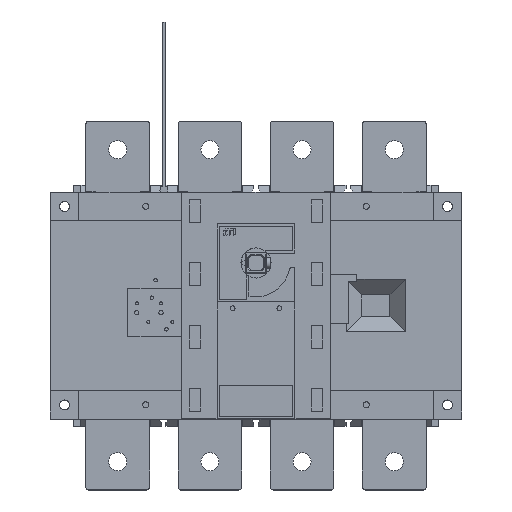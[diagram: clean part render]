
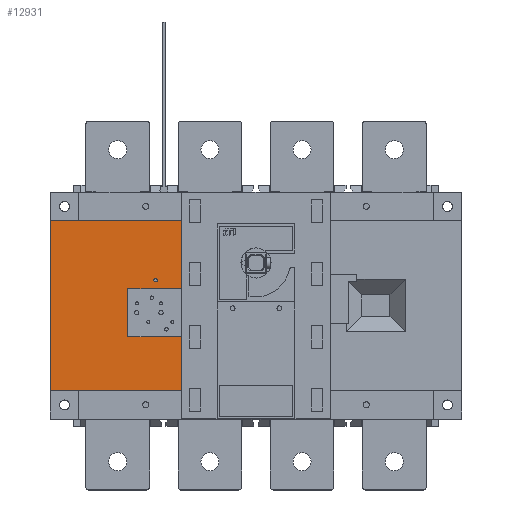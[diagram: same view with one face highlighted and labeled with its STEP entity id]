
A CAD part, top view. The second image highlights one B-rep face of the part: STEP entity #12931.
In plain terms, the highlighted planar face has unit normal (0, 0, 1).
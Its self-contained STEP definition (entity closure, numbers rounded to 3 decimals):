
#1401=DIRECTION('',(0.,-1.,0.));
#1402=VECTOR('',#1401,34.);
#1403=CARTESIAN_POINT('',(-5.4,92.,76.));
#1404=LINE('',#1403,#1402);
#1422=DIRECTION('',(1.,0.,0.));
#1423=VECTOR('',#1422,37.9);
#1424=CARTESIAN_POINT('',(-5.4,58.,76.));
#1425=LINE('',#1424,#1423);
#1429=CARTESIAN_POINT('',(14.2,97.9,76.));
#1430=DIRECTION('',(0.,0.,-1.));
#1431=DIRECTION('',(1.,0.,0.));
#1432=AXIS2_PLACEMENT_3D('',#1429,#1430,#1431);
#1437=CARTESIAN_POINT('',(14.2,97.9,76.));
#1438=DIRECTION('',(0.,0.,-1.));
#1439=DIRECTION('',(-1.,0.,0.));
#1440=AXIS2_PLACEMENT_3D('',#1437,#1438,#1439);
#1445=DIRECTION('',(-1.,0.,0.));
#1446=VECTOR('',#1445,92.5);
#1447=CARTESIAN_POINT('',(32.5,140.,76.));
#1448=LINE('',#1447,#1446);
#1452=DIRECTION('',(0.,1.,0.));
#1453=VECTOR('',#1452,48.);
#1454=CARTESIAN_POINT('',(32.5,92.,76.));
#1455=LINE('',#1454,#1453);
#1459=DIRECTION('',(1.,0.,0.));
#1460=VECTOR('',#1459,37.9);
#1461=CARTESIAN_POINT('',(-5.4,92.,76.));
#1462=LINE('',#1461,#1460);
#1466=DIRECTION('',(0.,1.,0.));
#1467=VECTOR('',#1466,38.);
#1468=CARTESIAN_POINT('',(32.5,20.,76.));
#1469=LINE('',#1468,#1467);
#1524=DIRECTION('',(0.,1.,0.));
#1525=VECTOR('',#1524,120.);
#1526=CARTESIAN_POINT('',(-60.,20.,76.));
#1527=LINE('',#1526,#1525);
#6516=DIRECTION('',(-1.,0.,0.));
#6517=VECTOR('',#6516,92.5);
#6518=CARTESIAN_POINT('',(32.5,20.,76.));
#6519=LINE('',#6518,#6517);
#10441=CARTESIAN_POINT('',(-60.,20.,76.));
#10442=VERTEX_POINT('',#10441);
#10443=CARTESIAN_POINT('',(-60.,140.,76.));
#10444=VERTEX_POINT('',#10443);
#11035=CARTESIAN_POINT('',(32.5,140.,76.));
#11036=VERTEX_POINT('',#11035);
#11041=CARTESIAN_POINT('',(32.5,20.,76.));
#11042=VERTEX_POINT('',#11041);
#11043=CARTESIAN_POINT('',(32.5,92.,76.));
#11045=VERTEX_POINT('',#11043);
#11047=CARTESIAN_POINT('',(-5.4,92.,76.));
#11048=VERTEX_POINT('',#11047);
#11053=CARTESIAN_POINT('',(-5.4,58.,76.));
#11054=VERTEX_POINT('',#11053);
#11057=CARTESIAN_POINT('',(32.5,58.,76.));
#11058=VERTEX_POINT('',#11057);
#11913=CARTESIAN_POINT('',(12.95,97.9,76.));
#11915=VERTEX_POINT('',#11913);
#11917=CARTESIAN_POINT('',(15.45,97.9,76.));
#11919=VERTEX_POINT('',#11917);
#12907=CARTESIAN_POINT('',(10.75,86.4,76.));
#12908=DIRECTION('',(0.,0.,1.));
#12909=DIRECTION('',(1.,0.,0.));
#12910=AXIS2_PLACEMENT_3D('',#12907,#12908,#12909);
#12911=PLANE('',#12910);
#12913=ORIENTED_EDGE('',*,*,#12912,.T.);
#12915=ORIENTED_EDGE('',*,*,#12914,.F.);
#12916=ORIENTED_EDGE('',*,*,#12781,.F.);
#12917=ORIENTED_EDGE('',*,*,#12875,.F.);
#12918=ORIENTED_EDGE('',*,*,#12888,.T.);
#12919=ORIENTED_EDGE('',*,*,#12901,.T.);
#12920=ORIENTED_EDGE('',*,*,#12796,.F.);
#12922=ORIENTED_EDGE('',*,*,#12921,.T.);
#12923=EDGE_LOOP('',(#12913,#12915,#12916,#12917,#12918,#12919,#12920,#12922));
#12924=FACE_OUTER_BOUND('',#12923,.F.);
#12926=ORIENTED_EDGE('',*,*,#12925,.F.);
#12928=ORIENTED_EDGE('',*,*,#12927,.F.);
#12929=EDGE_LOOP('',(#12926,#12928));
#12930=FACE_BOUND('',#12929,.F.);
#1433=CIRCLE('',#1432,1.25);
#1441=CIRCLE('',#1440,1.25);
#12781=EDGE_CURVE('',#11045,#11036,#1455,.T.);
#12796=EDGE_CURVE('',#11042,#11058,#1469,.T.);
#12875=EDGE_CURVE('',#11048,#11045,#1462,.T.);
#12888=EDGE_CURVE('',#11048,#11054,#1404,.T.);
#12901=EDGE_CURVE('',#11054,#11058,#1425,.T.);
#12912=EDGE_CURVE('',#10442,#10444,#1527,.T.);
#12914=EDGE_CURVE('',#11036,#10444,#1448,.T.);
#12921=EDGE_CURVE('',#11042,#10442,#6519,.T.);
#12925=EDGE_CURVE('',#11919,#11915,#1433,.T.);
#12927=EDGE_CURVE('',#11915,#11919,#1441,.T.);
#12931=ADVANCED_FACE('',(#12924,#12930),#12911,.T.);
